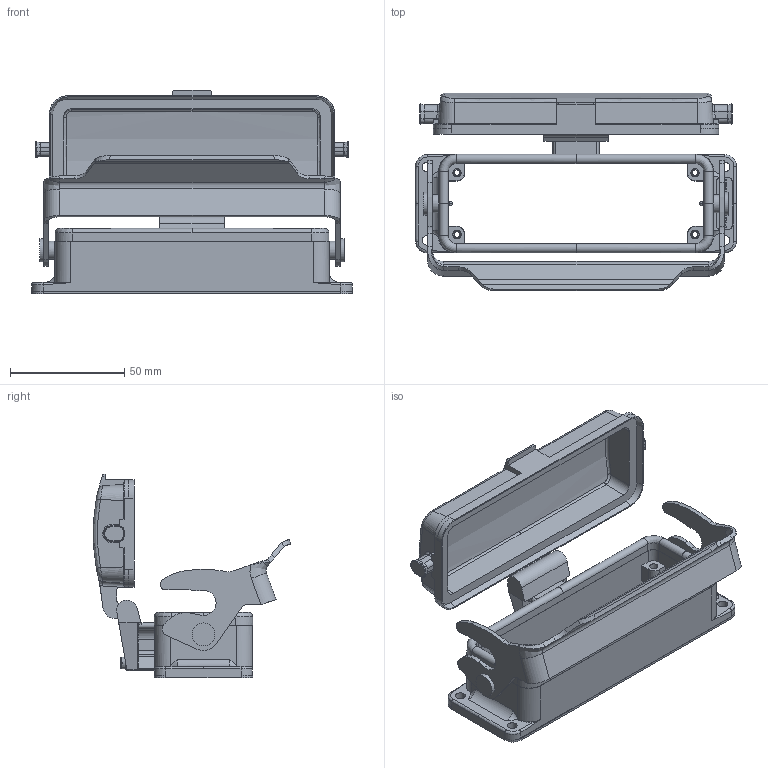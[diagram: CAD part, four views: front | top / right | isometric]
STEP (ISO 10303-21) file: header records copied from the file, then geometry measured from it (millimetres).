
FILE_DESCRIPTION(/* description */ (''),/* implementation_level */ '2;1');
FILE_NAME(/* name */ 'c146 10f024 003 1nxc001-03.stp',/* time_stamp */ '2019-09-10T11:46:16+02:00',/* author */ (''),/* organization */ (''),/* preprocessor_version */ 'ST-DEVELOPER v16.7',/* originating_system */ 'SIEMENS PLM Software NX 12.0',/* authorisation */ '');
FILE_SCHEMA (('AUTOMOTIVE_DESIGN { 1 0 10303 214 3 1 1 1 }'));
Length unit declared in the file: millimetre
Products named in the file (1): c146 10f024 003 1nxc001-03
Bounding box: 140 x 86.16 x 89.01 mm (x, y, z)
Volume: 83967.3 mm3; surface area: 57550.8 mm2
Topology: 5 solids, 6 shells, 744 faces, 1958 edges, 1241 vertices
Faces by surface type: plane 312, bspline 254, cylinder 152, cone 10, torus 8, revolution 4, extrusion 2, sphere 2
Full cylindrical faces by diameter (mm): 2.5 x4, 4.3 x4, 4.5 x4, 5.5 x2, 8 x2, 10 x2
Entity records: 30334 total; most frequent: CARTESIAN_POINT 8743, ORIENTED_EDGE 3816, DIRECTION 3109, EDGE_CURVE 1908, VERTEX_POINT 1231, AXIS2_PLACEMENT_3D 1037, VECTOR 1031, LINE 1029
